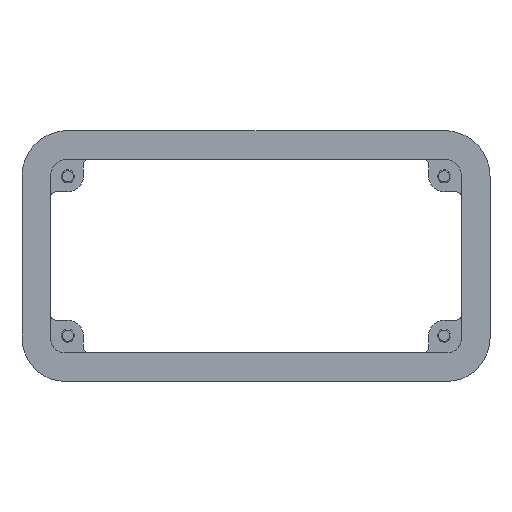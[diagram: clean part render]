
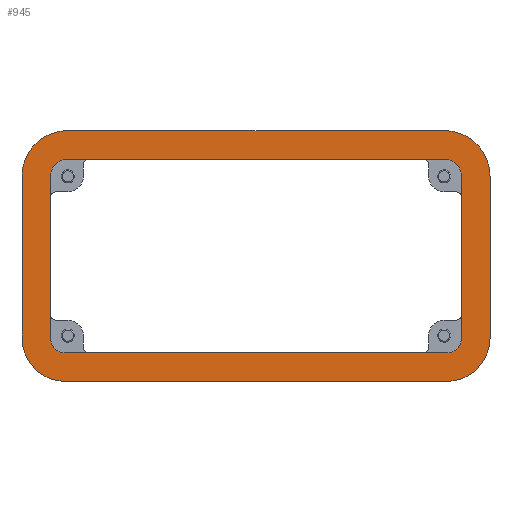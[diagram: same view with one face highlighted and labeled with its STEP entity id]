
A CAD part, top view. The second image highlights one B-rep face of the part: STEP entity #945.
In plain terms, the highlighted planar face has unit normal (0, 0, 1).
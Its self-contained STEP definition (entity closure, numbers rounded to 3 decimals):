
#15=FACE_BOUND('',#142,.T.);
#25=PLANE('',#1033);
#87=FACE_OUTER_BOUND('',#141,.T.);
#141=EDGE_LOOP('',(#697,#698,#699,#700,#701,#702,#703,#704));
#142=EDGE_LOOP('',(#705,#706,#707,#708,#709,#710,#711,#712));
#201=LINE('',#1491,#289);
#202=LINE('',#1495,#290);
#203=LINE('',#1499,#291);
#204=LINE('',#1502,#292);
#205=LINE('',#1503,#293);
#206=LINE('',#1504,#294);
#207=LINE('',#1505,#295);
#208=LINE('',#1506,#296);
#289=VECTOR('',#1197,10.);
#290=VECTOR('',#1200,10.);
#291=VECTOR('',#1203,10.);
#292=VECTOR('',#1206,10.);
#293=VECTOR('',#1207,10.);
#294=VECTOR('',#1208,10.);
#295=VECTOR('',#1209,10.);
#296=VECTOR('',#1210,10.);
#374=CIRCLE('',#1023,3.6);
#376=CIRCLE('',#1026,3.6);
#378=CIRCLE('',#1029,3.1);
#380=CIRCLE('',#1032,3.1);
#381=CIRCLE('',#1034,9.);
#382=CIRCLE('',#1035,9.5);
#383=CIRCLE('',#1036,9.5);
#384=CIRCLE('',#1037,9.);
#427=VERTEX_POINT('',#1454);
#428=VERTEX_POINT('',#1456);
#431=VERTEX_POINT('',#1463);
#432=VERTEX_POINT('',#1465);
#435=VERTEX_POINT('',#1472);
#436=VERTEX_POINT('',#1474);
#439=VERTEX_POINT('',#1481);
#440=VERTEX_POINT('',#1483);
#441=VERTEX_POINT('',#1487);
#442=VERTEX_POINT('',#1488);
#443=VERTEX_POINT('',#1490);
#444=VERTEX_POINT('',#1492);
#445=VERTEX_POINT('',#1494);
#446=VERTEX_POINT('',#1496);
#447=VERTEX_POINT('',#1498);
#448=VERTEX_POINT('',#1500);
#527=EDGE_CURVE('',#428,#427,#374,.T.);
#531=EDGE_CURVE('',#432,#431,#376,.T.);
#535=EDGE_CURVE('',#436,#435,#378,.T.);
#539=EDGE_CURVE('',#440,#439,#380,.T.);
#541=EDGE_CURVE('',#441,#442,#381,.T.);
#542=EDGE_CURVE('',#442,#443,#201,.T.);
#543=EDGE_CURVE('',#443,#444,#382,.T.);
#544=EDGE_CURVE('',#444,#445,#202,.T.);
#545=EDGE_CURVE('',#445,#446,#383,.T.);
#546=EDGE_CURVE('',#446,#447,#203,.T.);
#547=EDGE_CURVE('',#447,#448,#384,.T.);
#548=EDGE_CURVE('',#448,#441,#204,.T.);
#549=EDGE_CURVE('',#439,#436,#205,.T.);
#550=EDGE_CURVE('',#435,#432,#206,.T.);
#551=EDGE_CURVE('',#431,#428,#207,.T.);
#552=EDGE_CURVE('',#427,#440,#208,.T.);
#697=ORIENTED_EDGE('',*,*,#541,.T.);
#698=ORIENTED_EDGE('',*,*,#542,.T.);
#699=ORIENTED_EDGE('',*,*,#543,.T.);
#700=ORIENTED_EDGE('',*,*,#544,.T.);
#701=ORIENTED_EDGE('',*,*,#545,.T.);
#702=ORIENTED_EDGE('',*,*,#546,.T.);
#703=ORIENTED_EDGE('',*,*,#547,.T.);
#704=ORIENTED_EDGE('',*,*,#548,.T.);
#705=ORIENTED_EDGE('',*,*,#539,.T.);
#706=ORIENTED_EDGE('',*,*,#549,.T.);
#707=ORIENTED_EDGE('',*,*,#535,.T.);
#708=ORIENTED_EDGE('',*,*,#550,.T.);
#709=ORIENTED_EDGE('',*,*,#531,.T.);
#710=ORIENTED_EDGE('',*,*,#551,.T.);
#711=ORIENTED_EDGE('',*,*,#527,.T.);
#712=ORIENTED_EDGE('',*,*,#552,.T.);
#945=ADVANCED_FACE('',(#87,#15),#25,.F.);
#1023=AXIS2_PLACEMENT_3D('',#1457,#1166,#1167);
#1026=AXIS2_PLACEMENT_3D('',#1466,#1174,#1175);
#1029=AXIS2_PLACEMENT_3D('',#1475,#1182,#1183);
#1032=AXIS2_PLACEMENT_3D('',#1484,#1190,#1191);
#1033=AXIS2_PLACEMENT_3D('',#1486,#1193,#1194);
#1034=AXIS2_PLACEMENT_3D('',#1489,#1195,#1196);
#1035=AXIS2_PLACEMENT_3D('',#1493,#1198,#1199);
#1036=AXIS2_PLACEMENT_3D('',#1497,#1201,#1202);
#1037=AXIS2_PLACEMENT_3D('',#1501,#1204,#1205);
#1166=DIRECTION('center_axis',(0.,0.,-1.));
#1167=DIRECTION('ref_axis',(0.,1.,0.));
#1174=DIRECTION('center_axis',(0.,0.,-1.));
#1175=DIRECTION('ref_axis',(-1.,0.,0.));
#1182=DIRECTION('center_axis',(0.,0.,-1.));
#1183=DIRECTION('ref_axis',(0.,-1.,0.));
#1190=DIRECTION('center_axis',(0.,0.,-1.));
#1191=DIRECTION('ref_axis',(1.,0.,0.));
#1193=DIRECTION('center_axis',(0.,0.,-1.));
#1194=DIRECTION('ref_axis',(1.,0.,0.));
#1195=DIRECTION('center_axis',(0.,0.,1.));
#1196=DIRECTION('ref_axis',(1.,0.,0.));
#1197=DIRECTION('',(0.,1.,0.));
#1198=DIRECTION('center_axis',(0.,0.,1.));
#1199=DIRECTION('ref_axis',(0.,1.,0.));
#1200=DIRECTION('',(-1.,0.,0.));
#1201=DIRECTION('center_axis',(0.,0.,1.));
#1202=DIRECTION('ref_axis',(-1.,0.,0.));
#1203=DIRECTION('',(0.,-1.,0.));
#1204=DIRECTION('center_axis',(0.,0.,1.));
#1205=DIRECTION('ref_axis',(0.,-1.,0.));
#1206=DIRECTION('',(1.,0.,0.));
#1207=DIRECTION('',(-1.,0.,0.));
#1208=DIRECTION('',(0.,1.,0.));
#1209=DIRECTION('',(1.,0.,0.));
#1210=DIRECTION('',(0.,-1.,0.));
#1454=CARTESIAN_POINT('',(85.1,-3.5,1.));
#1456=CARTESIAN_POINT('',(81.5,0.1,1.));
#1457=CARTESIAN_POINT('Origin',(81.5,-3.5,1.));
#1463=CARTESIAN_POINT('',(3.5,0.1,1.));
#1465=CARTESIAN_POINT('',(-0.1,-3.5,1.));
#1466=CARTESIAN_POINT('Origin',(3.5,-3.5,1.));
#1472=CARTESIAN_POINT('',(-0.1,-37.,1.));
#1474=CARTESIAN_POINT('',(3.,-40.1,1.));
#1475=CARTESIAN_POINT('Origin',(3.,-37.,1.));
#1481=CARTESIAN_POINT('',(82.,-40.1,1.));
#1483=CARTESIAN_POINT('',(85.1,-37.,1.));
#1484=CARTESIAN_POINT('Origin',(82.,-37.,1.));
#1486=CARTESIAN_POINT('Origin',(42.5,-20.,1.));
#1487=CARTESIAN_POINT('',(82.,-46.,1.));
#1488=CARTESIAN_POINT('',(91.,-37.,1.));
#1489=CARTESIAN_POINT('Origin',(82.,-37.,1.));
#1490=CARTESIAN_POINT('',(91.,-3.5,1.));
#1491=CARTESIAN_POINT('',(91.,-3.5,1.));
#1492=CARTESIAN_POINT('',(81.5,6.,1.));
#1493=CARTESIAN_POINT('Origin',(81.5,-3.5,1.));
#1494=CARTESIAN_POINT('',(3.5,6.,1.));
#1495=CARTESIAN_POINT('',(3.5,6.,1.));
#1496=CARTESIAN_POINT('',(-6.,-3.5,1.));
#1497=CARTESIAN_POINT('Origin',(3.5,-3.5,1.));
#1498=CARTESIAN_POINT('',(-6.,-37.,1.));
#1499=CARTESIAN_POINT('',(-6.,-37.,1.));
#1500=CARTESIAN_POINT('',(3.,-46.,1.));
#1501=CARTESIAN_POINT('Origin',(3.,-37.,1.));
#1502=CARTESIAN_POINT('',(82.,-46.,1.));
#1503=CARTESIAN_POINT('',(82.,-40.1,1.));
#1504=CARTESIAN_POINT('',(-0.1,-37.,1.));
#1505=CARTESIAN_POINT('',(3.5,0.1,1.));
#1506=CARTESIAN_POINT('',(85.1,-3.5,1.));
